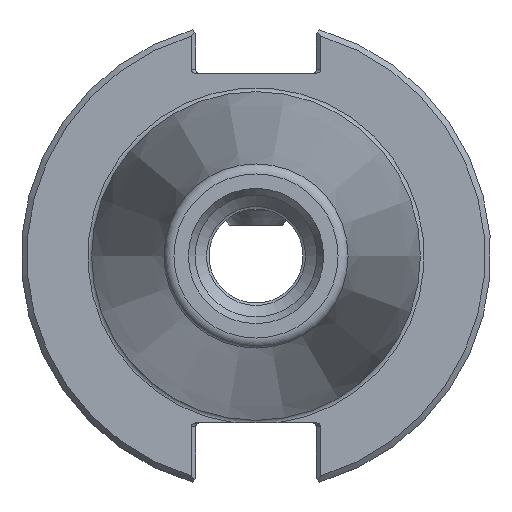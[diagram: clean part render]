
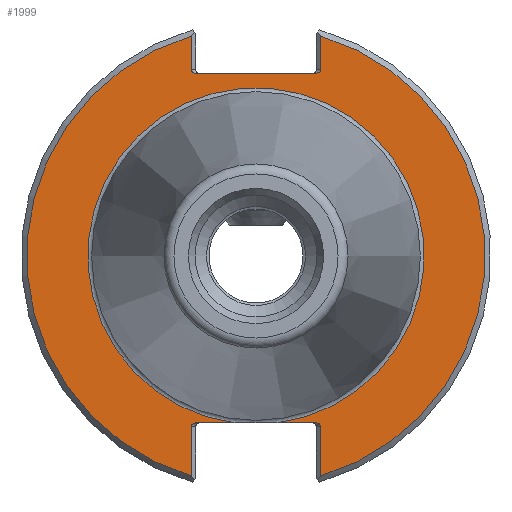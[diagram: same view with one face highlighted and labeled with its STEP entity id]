
A CAD part, left-side view. The second image highlights one B-rep face of the part: STEP entity #1999.
In plain terms, the highlighted planar face has unit normal (-1, 0, 0).
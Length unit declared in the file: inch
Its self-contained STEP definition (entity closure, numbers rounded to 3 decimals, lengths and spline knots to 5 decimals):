
#25=ELLIPSE('',#2181,0.02828,0.02);
#32=ELLIPSE('',#2195,0.02828,0.02);
#33=ELLIPSE('',#2199,0.02828,0.02);
#40=ELLIPSE('',#2213,0.02828,0.02);
#107=PLANE('',#2242);
#296=FACE_OUTER_BOUND('',#406,.T.);
#406=EDGE_LOOP('',(#1695,#1696,#1697,#1698,#1699,#1700,#1701,#1702,#1703,
#1704,#1705,#1706,#1707,#1708));
#545=LINE('',#4394,#669);
#554=LINE('',#4429,#678);
#561=LINE('',#4458,#685);
#570=LINE('',#4493,#694);
#573=LINE('',#4512,#697);
#580=LINE('',#4572,#704);
#581=LINE('',#4575,#705);
#669=VECTOR('',#2530,0.3937);
#678=VECTOR('',#2559,0.3937);
#685=VECTOR('',#2582,0.3937);
#694=VECTOR('',#2611,0.3937);
#697=VECTOR('',#2630,0.3937);
#704=VECTOR('',#2675,0.3937);
#705=VECTOR('',#2680,0.3937);
#789=CIRCLE('',#2237,0.895);
#794=CIRCLE('',#2243,1.22);
#795=CIRCLE('',#2244,1.22);
#934=VERTEX_POINT('',#4372);
#935=VERTEX_POINT('',#4374);
#940=VERTEX_POINT('',#4390);
#946=VERTEX_POINT('',#4414);
#947=VERTEX_POINT('',#4416);
#950=VERTEX_POINT('',#4428);
#951=VERTEX_POINT('',#4434);
#952=VERTEX_POINT('',#4435);
#958=VERTEX_POINT('',#4454);
#964=VERTEX_POINT('',#4478);
#965=VERTEX_POINT('',#4480);
#968=VERTEX_POINT('',#4492);
#981=VERTEX_POINT('',#4548);
#983=VERTEX_POINT('',#4556);
#1167=EDGE_CURVE('',#934,#935,#25,.T.);
#1176=EDGE_CURVE('',#940,#934,#545,.T.);
#1186=EDGE_CURVE('',#946,#947,#32,.T.);
#1191=EDGE_CURVE('',#947,#950,#554,.T.);
#1193=EDGE_CURVE('',#951,#952,#33,.T.);
#1204=EDGE_CURVE('',#958,#951,#561,.T.);
#1214=EDGE_CURVE('',#964,#965,#40,.T.);
#1219=EDGE_CURVE('',#965,#968,#570,.T.);
#1228=EDGE_CURVE('',#935,#946,#573,.T.);
#1245=EDGE_CURVE('',#981,#983,#789,.T.);
#1251=EDGE_CURVE('',#952,#981,#580,.T.);
#1252=EDGE_CURVE('',#950,#958,#794,.T.);
#1253=EDGE_CURVE('',#968,#940,#795,.T.);
#1254=EDGE_CURVE('',#983,#964,#581,.T.);
#1695=ORIENTED_EDGE('',*,*,#1245,.F.);
#1696=ORIENTED_EDGE('',*,*,#1251,.F.);
#1697=ORIENTED_EDGE('',*,*,#1193,.F.);
#1698=ORIENTED_EDGE('',*,*,#1204,.F.);
#1699=ORIENTED_EDGE('',*,*,#1252,.F.);
#1700=ORIENTED_EDGE('',*,*,#1191,.F.);
#1701=ORIENTED_EDGE('',*,*,#1186,.F.);
#1702=ORIENTED_EDGE('',*,*,#1228,.F.);
#1703=ORIENTED_EDGE('',*,*,#1167,.F.);
#1704=ORIENTED_EDGE('',*,*,#1176,.F.);
#1705=ORIENTED_EDGE('',*,*,#1253,.F.);
#1706=ORIENTED_EDGE('',*,*,#1219,.F.);
#1707=ORIENTED_EDGE('',*,*,#1214,.F.);
#1708=ORIENTED_EDGE('',*,*,#1254,.F.);
#1999=ADVANCED_FACE('',(#296),#107,.T.);
#2181=AXIS2_PLACEMENT_3D('',#4375,#2512,#2513);
#2195=AXIS2_PLACEMENT_3D('',#4417,#2550,#2551);
#2199=AXIS2_PLACEMENT_3D('',#4436,#2562,#2563);
#2213=AXIS2_PLACEMENT_3D('',#4481,#2602,#2603);
#2237=AXIS2_PLACEMENT_3D('',#4557,#2663,#2664);
#2242=AXIS2_PLACEMENT_3D('',#4571,#2673,#2674);
#2243=AXIS2_PLACEMENT_3D('',#4573,#2676,#2677);
#2244=AXIS2_PLACEMENT_3D('',#4574,#2678,#2679);
#2512=DIRECTION('center_axis',(-1.,0.,0.));
#2513=DIRECTION('ref_axis',(0.,1.,0.));
#2530=DIRECTION('',(0.,0.,-1.));
#2550=DIRECTION('center_axis',(-1.,0.,0.));
#2551=DIRECTION('ref_axis',(0.,-1.,0.));
#2559=DIRECTION('',(0.,0.,1.));
#2562=DIRECTION('center_axis',(-1.,0.,0.));
#2563=DIRECTION('ref_axis',(0.,-1.,0.));
#2582=DIRECTION('',(0.,0.,1.));
#2602=DIRECTION('center_axis',(-1.,0.,0.));
#2603=DIRECTION('ref_axis',(0.,1.,0.));
#2611=DIRECTION('',(0.,0.,-1.));
#2630=DIRECTION('',(0.,-1.,0.));
#2663=DIRECTION('center_axis',(-1.,0.,0.));
#2664=DIRECTION('ref_axis',(0.,-1.,0.));
#2673=DIRECTION('center_axis',(-1.,0.,0.));
#2674=DIRECTION('ref_axis',(0.,0.,1.));
#2675=DIRECTION('',(0.,1.,0.));
#2676=DIRECTION('center_axis',(1.,0.,0.));
#2677=DIRECTION('ref_axis',(0.,-1.,0.));
#2678=DIRECTION('center_axis',(1.,0.,0.));
#2679=DIRECTION('ref_axis',(0.,1.,0.));
#2680=DIRECTION('',(0.,1.,0.));
#4372=CARTESIAN_POINT('',(0.125,0.345,0.992));
#4374=CARTESIAN_POINT('',(0.125,0.31672,0.972));
#4375=CARTESIAN_POINT('Origin',(0.125,0.31672,0.992));
#4390=CARTESIAN_POINT('',(0.125,0.345,1.1702));
#4394=CARTESIAN_POINT('',(0.125,0.345,0.486));
#4414=CARTESIAN_POINT('',(0.125,-0.31672,0.972));
#4416=CARTESIAN_POINT('',(0.125,-0.345,0.992));
#4417=CARTESIAN_POINT('Origin',(0.125,-0.31672,0.992));
#4428=CARTESIAN_POINT('',(0.125,-0.345,1.1702));
#4429=CARTESIAN_POINT('',(0.125,-0.345,0.486));
#4434=CARTESIAN_POINT('',(0.125,-0.345,-0.908));
#4435=CARTESIAN_POINT('',(0.125,-0.31672,-0.888));
#4436=CARTESIAN_POINT('Origin',(0.125,-0.31672,-0.908));
#4454=CARTESIAN_POINT('',(0.125,-0.345,-1.1702));
#4458=CARTESIAN_POINT('',(0.125,-0.345,-0.444));
#4478=CARTESIAN_POINT('',(0.125,0.31672,-0.888));
#4480=CARTESIAN_POINT('',(0.125,0.345,-0.908));
#4481=CARTESIAN_POINT('Origin',(0.125,0.31672,-0.908));
#4492=CARTESIAN_POINT('',(0.125,0.345,-1.1702));
#4493=CARTESIAN_POINT('',(0.125,0.345,-0.444));
#4512=CARTESIAN_POINT('',(0.125,0.53125,0.972));
#4548=CARTESIAN_POINT('',(0.125,-0.11172,-0.888));
#4556=CARTESIAN_POINT('',(0.125,0.11172,-0.888));
#4557=CARTESIAN_POINT('Origin',(0.125,0.,0.));
#4571=CARTESIAN_POINT('Origin',(0.125,1.0625,0.));
#4572=CARTESIAN_POINT('',(0.125,0.53125,-0.888));
#4573=CARTESIAN_POINT('Origin',(0.125,0.,0.));
#4574=CARTESIAN_POINT('Origin',(0.125,0.,0.));
#4575=CARTESIAN_POINT('',(0.125,0.53125,-0.888));
